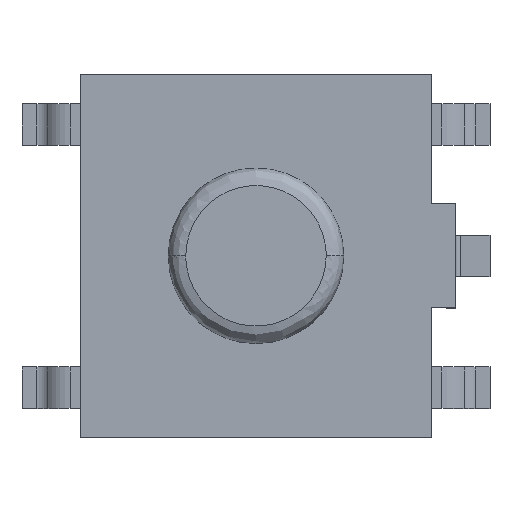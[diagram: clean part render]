
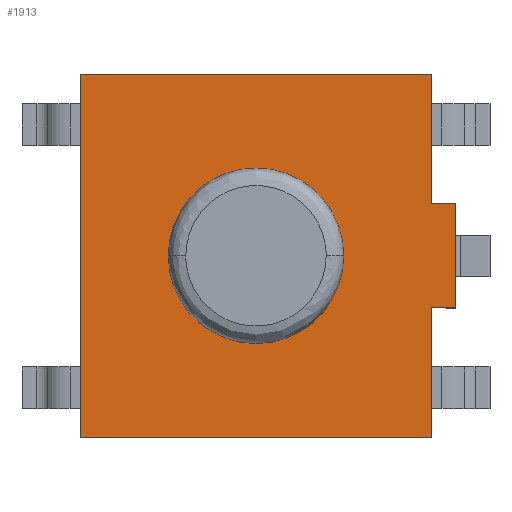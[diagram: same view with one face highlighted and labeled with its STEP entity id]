
A CAD part, top view. The second image highlights one B-rep face of the part: STEP entity #1913.
In plain terms, the highlighted planar face has unit normal (0, 0, 1).
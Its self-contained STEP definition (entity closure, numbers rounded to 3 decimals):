
#8 = VERTEX_POINT ( 'NONE', #1304 ) ;
#101 = CARTESIAN_POINT ( 'NONE',  ( 2.995, -0.89, 0. ) ) ;
#122 = AXIS2_PLACEMENT_3D ( 'NONE', #2201, #791, #2454 ) ;
#152 = DIRECTION ( 'NONE',  ( -1., 0., 0. ) ) ;
#164 = CARTESIAN_POINT ( 'NONE',  ( 1.5, 0., 0. ) ) ;
#205 = ORIENTED_EDGE ( 'NONE', *, *, #2850, .F. ) ;
#248 = ORIENTED_EDGE ( 'NONE', *, *, #2740, .T. ) ;
#364 = EDGE_LOOP ( 'NONE', ( #1291, #1473, #205, #1256, #3012, #2136, #2496, #2736 ) ) ;
#365 = VERTEX_POINT ( 'NONE', #1409 ) ;
#416 = ORIENTED_EDGE ( 'NONE', *, *, #1703, .T. ) ;
#418 = CARTESIAN_POINT ( 'NONE',  ( 3.41, -0.89, 0. ) ) ;
#478 = LINE ( 'NONE', #2080, #2945 ) ;
#479 = CARTESIAN_POINT ( 'NONE',  ( 0., 0.89, 0. ) ) ;
#581 = DIRECTION ( 'NONE',  ( 0., -1., 0. ) ) ;
#645 = VECTOR ( 'NONE', #1659, 1000. ) ;
#724 = LINE ( 'NONE', #479, #645 ) ;
#730 = CARTESIAN_POINT ( 'NONE',  ( 2.995, 0., 0. ) ) ;
#763 = AXIS2_PLACEMENT_3D ( 'NONE', #2996, #1557, #152 ) ;
#791 = DIRECTION ( 'NONE',  ( 0., 0., -1. ) ) ;
#833 = CARTESIAN_POINT ( 'NONE',  ( 0., -0.89, 0. ) ) ;
#949 = DIRECTION ( 'NONE',  ( 0., 0., 1. ) ) ;
#995 = VERTEX_POINT ( 'NONE', #1968 ) ;
#1004 = LINE ( 'NONE', #833, #2251 ) ;
#1024 = VECTOR ( 'NONE', #2480, 1000. ) ;
#1049 = VERTEX_POINT ( 'NONE', #101 ) ;
#1123 = VECTOR ( 'NONE', #2385, 1000. ) ;
#1138 = DIRECTION ( 'NONE',  ( -1., 0., 0. ) ) ;
#1175 = CARTESIAN_POINT ( 'NONE',  ( -2.995, 3.1, 0. ) ) ;
#1241 = LINE ( 'NONE', #1741, #3070 ) ;
#1256 = ORIENTED_EDGE ( 'NONE', *, *, #2795, .T. ) ;
#1291 = ORIENTED_EDGE ( 'NONE', *, *, #2973, .F. ) ;
#1304 = CARTESIAN_POINT ( 'NONE',  ( -1.5, 0., 0. ) ) ;
#1379 = CARTESIAN_POINT ( 'NONE',  ( 2.995, 0.89, 0. ) ) ;
#1409 = CARTESIAN_POINT ( 'NONE',  ( -2.995, -3.1, 0. ) ) ;
#1473 = ORIENTED_EDGE ( 'NONE', *, *, #1663, .F. ) ;
#1489 = AXIS2_PLACEMENT_3D ( 'NONE', #2377, #949, #2627 ) ;
#1513 = CARTESIAN_POINT ( 'NONE',  ( 3.41, 0.89, 0. ) ) ;
#1557 = DIRECTION ( 'NONE',  ( 0., 0., -1. ) ) ;
#1579 = VERTEX_POINT ( 'NONE', #1513 ) ;
#1581 = VECTOR ( 'NONE', #3004, 1000. ) ;
#1658 = LINE ( 'NONE', #1998, #2866 ) ;
#1659 = DIRECTION ( 'NONE',  ( 1., 0., 0. ) ) ;
#1663 = EDGE_CURVE ( 'NONE', #2279, #2914, #1658, .T. ) ;
#1666 = FACE_OUTER_BOUND ( 'NONE', #364, .T. ) ;
#1703 = EDGE_CURVE ( 'NONE', #2317, #8, #1915, .T. ) ;
#1741 = CARTESIAN_POINT ( 'NONE',  ( -2.995, 0., 0. ) ) ;
#1823 = VERTEX_POINT ( 'NONE', #418 ) ;
#1889 = EDGE_CURVE ( 'NONE', #995, #365, #478, .T. ) ;
#1903 = VERTEX_POINT ( 'NONE', #1175 ) ;
#1913 = ADVANCED_FACE ( 'NONE', ( #2294, #1666 ), #2853, .T. ) ;
#1915 = CIRCLE ( 'NONE', #763, 1.5 ) ;
#1968 = CARTESIAN_POINT ( 'NONE',  ( 2.995, -3.1, 0. ) ) ;
#1972 = EDGE_LOOP ( 'NONE', ( #248, #416 ) ) ;
#1973 = DIRECTION ( 'NONE',  ( 0., -1., 0. ) ) ;
#1998 = CARTESIAN_POINT ( 'NONE',  ( 2.995, 0., 0. ) ) ;
#2080 = CARTESIAN_POINT ( 'NONE',  ( -2.995, -3.1, 0. ) ) ;
#2136 = ORIENTED_EDGE ( 'NONE', *, *, #2638, .F. ) ;
#2189 = EDGE_CURVE ( 'NONE', #1049, #1823, #1004, .T. ) ;
#2201 = CARTESIAN_POINT ( 'NONE',  ( 0., 0., 0. ) ) ;
#2213 = LINE ( 'NONE', #2755, #1581 ) ;
#2222 = CARTESIAN_POINT ( 'NONE',  ( -2.995, 3.1, 0. ) ) ;
#2251 = VECTOR ( 'NONE', #2506, 1000. ) ;
#2264 = CARTESIAN_POINT ( 'NONE',  ( 2.995, 3.1, 0. ) ) ;
#2279 = VERTEX_POINT ( 'NONE', #2264 ) ;
#2289 = EDGE_CURVE ( 'NONE', #1823, #1579, #2213, .T. ) ;
#2294 = FACE_BOUND ( 'NONE', #1972, .T. ) ;
#2317 = VERTEX_POINT ( 'NONE', #164 ) ;
#2377 = CARTESIAN_POINT ( 'NONE',  ( -2.995, 3.1, 0. ) ) ;
#2385 = DIRECTION ( 'NONE',  ( 0., -1., 0. ) ) ;
#2454 = DIRECTION ( 'NONE',  ( -1., 0., 0. ) ) ;
#2480 = DIRECTION ( 'NONE',  ( 1., 0., 0. ) ) ;
#2496 = ORIENTED_EDGE ( 'NONE', *, *, #2189, .T. ) ;
#2506 = DIRECTION ( 'NONE',  ( 1., 0., 0. ) ) ;
#2581 = CIRCLE ( 'NONE', #122, 1.5 ) ;
#2627 = DIRECTION ( 'NONE',  ( 1., 0., 0. ) ) ;
#2638 = EDGE_CURVE ( 'NONE', #1049, #995, #2961, .T. ) ;
#2736 = ORIENTED_EDGE ( 'NONE', *, *, #2289, .T. ) ;
#2740 = EDGE_CURVE ( 'NONE', #8, #2317, #2581, .T. ) ;
#2755 = CARTESIAN_POINT ( 'NONE',  ( 3.41, 3.1, 0. ) ) ;
#2795 = EDGE_CURVE ( 'NONE', #1903, #365, #1241, .T. ) ;
#2850 = EDGE_CURVE ( 'NONE', #1903, #2279, #2924, .T. ) ;
#2853 = PLANE ( 'NONE',  #1489 ) ;
#2866 = VECTOR ( 'NONE', #581, 1000. ) ;
#2914 = VERTEX_POINT ( 'NONE', #1379 ) ;
#2924 = LINE ( 'NONE', #2222, #1024 ) ;
#2945 = VECTOR ( 'NONE', #1138, 1000. ) ;
#2961 = LINE ( 'NONE', #730, #1123 ) ;
#2973 = EDGE_CURVE ( 'NONE', #2914, #1579, #724, .T. ) ;
#2996 = CARTESIAN_POINT ( 'NONE',  ( 0., 0., 0. ) ) ;
#3004 = DIRECTION ( 'NONE',  ( 0., 1., 0. ) ) ;
#3012 = ORIENTED_EDGE ( 'NONE', *, *, #1889, .F. ) ;
#3070 = VECTOR ( 'NONE', #1973, 1000. ) ;
